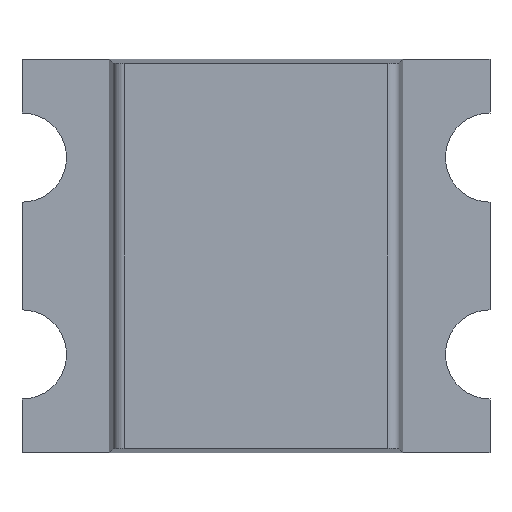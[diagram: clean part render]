
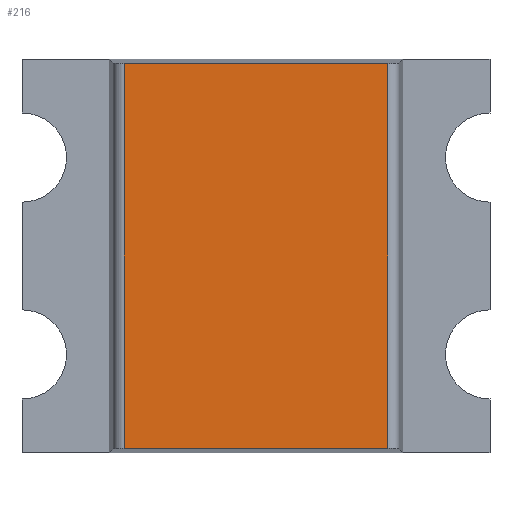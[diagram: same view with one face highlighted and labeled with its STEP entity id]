
A CAD part, left-side view. The second image highlights one B-rep face of the part: STEP entity #216.
In plain terms, the highlighted planar face has unit normal (-1, 0, 0).
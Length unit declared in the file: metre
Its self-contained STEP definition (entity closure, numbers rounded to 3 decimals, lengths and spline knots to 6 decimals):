
#132 = EDGE_CURVE( '', #326, #327, #328, .T. );
#156 = EDGE_CURVE( '', #326, #346, #364, .T. );
#208 = EDGE_CURVE( '', #346, #432, #433, .T. );
#216 = ADVANCED_FACE( '', ( #442 ), #443, .F. );
#238 = EDGE_CURVE( '', #432, #327, #467, .T. );
#326 = VERTEX_POINT( '', #562 );
#327 = VERTEX_POINT( '', #563 );
#328 = LINE( '', #564, #565 );
#346 = VERTEX_POINT( '', #591 );
#364 = LINE( '', #618, #619 );
#432 = VERTEX_POINT( '', #718 );
#433 = LINE( '', #719, #720 );
#442 = FACE_OUTER_BOUND( '', #733, .T. );
#443 = PLANE( '', #734 );
#467 = LINE( '', #773, #774 );
#562 = CARTESIAN_POINT( '', ( -0.001295, -0.0009, -0.000132 ) );
#563 = CARTESIAN_POINT( '', ( -0.001295, -0.0009, 0.002499 ) );
#564 = CARTESIAN_POINT( '', ( -0.001295, -0.0009, 0.001184 ) );
#565 = VECTOR( '', #890, 1. );
#591 = CARTESIAN_POINT( '', ( -0.001295, 0.0009, -0.000132 ) );
#618 = CARTESIAN_POINT( '', ( -0.001295, 0., -0.000132 ) );
#619 = VECTOR( '', #920, 1. );
#718 = CARTESIAN_POINT( '', ( -0.001295, 0.0009, 0.002499 ) );
#719 = CARTESIAN_POINT( '', ( -0.001295, 0.0009, 0.001184 ) );
#720 = VECTOR( '', #1015, 1. );
#733 = EDGE_LOOP( '', ( #1027, #1028, #1029, #1030 ) );
#734 = AXIS2_PLACEMENT_3D( '', #1031, #1032, #1033 );
#773 = CARTESIAN_POINT( '', ( -0.001295, 0., 0.002499 ) );
#774 = VECTOR( '', #1062, 1. );
#890 = DIRECTION( '', ( 0., 0., 1. ) );
#920 = DIRECTION( '', ( 0., 1., 0. ) );
#1015 = DIRECTION( '', ( 0., 0., 1. ) );
#1027 = ORIENTED_EDGE( '', *, *, #132, .T. );
#1028 = ORIENTED_EDGE( '', *, *, #238, .F. );
#1029 = ORIENTED_EDGE( '', *, *, #208, .F. );
#1030 = ORIENTED_EDGE( '', *, *, #156, .F. );
#1031 = CARTESIAN_POINT( '', ( -0.001295, -0.0009, 0.002499 ) );
#1032 = DIRECTION( '', ( 1., 0., 0. ) );
#1033 = DIRECTION( '', ( 0., 1., 0. ) );
#1062 = DIRECTION( '', ( 0., -1., 0. ) );
